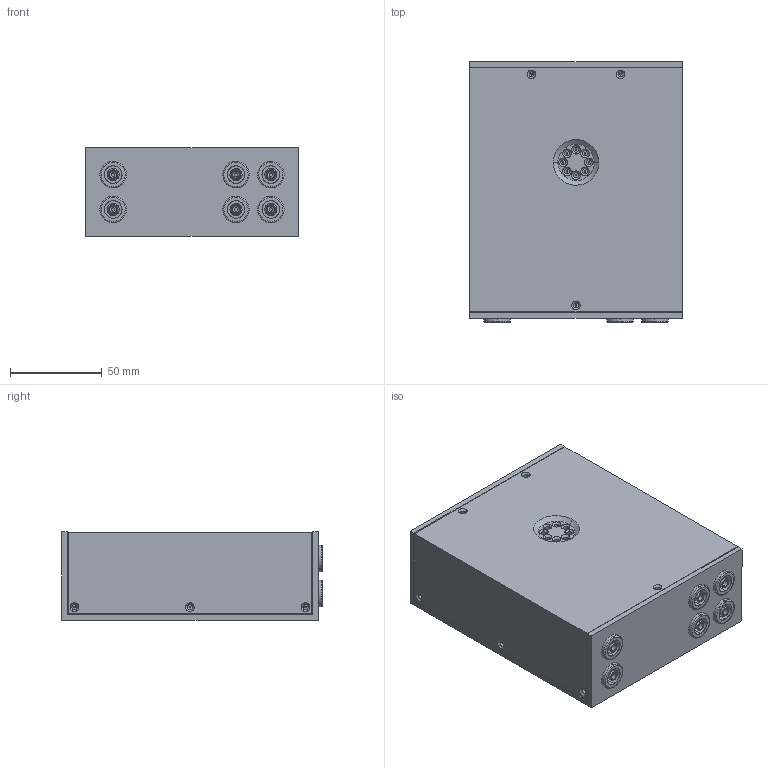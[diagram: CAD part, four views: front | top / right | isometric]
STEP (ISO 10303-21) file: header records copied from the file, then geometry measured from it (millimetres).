
FILE_DESCRIPTION(/* description */ (''),/* implementation_level */ '2;1');
FILE_NAME(/* name */ 'Toroid Enclosure',/* time_stamp */ '2023-03-08T16:13:51+01:00',/* author */ (''),/* organization */ (''),/* preprocessor_version */ 'ST-DEVELOPER v16.5',/* originating_system */ 'Rhino 7.27',/* authorisation */ '');
FILE_SCHEMA (('AUTOMOTIVE_DESIGN_CC2'));
Length unit declared in the file: millimetre
Products named in the file (4): Document; Stor banan bricka; Stor banan koppar; Stor banan mutter
Assembly tree (18 placements, depth 2):
  Document
    Stor banan bricka  x6
    Stor banan koppar  x6
    Stor banan mutter  x6
Bounding box: 116 x 142.2 x 48.06 mm (x, y, z)
Volume: 477086.7 mm3; surface area: 178341.1 mm2
Topology: 27 solids, 27 shells, 1197 faces, 3122 edges, 2028 vertices
Faces by surface type: cylinder 619, plane 310, bspline 268
Entity records: 45933 total; most frequent: CARTESIAN_POINT 31700, ORIENTED_EDGE 4514, EDGE_CURVE 2257, VERTEX_POINT 1468, EDGE_LOOP 995, ADVANCED_FACE 862, FACE_OUTER_BOUND 862, B_SPLINE_CURVE_WITH_KNOTS 798
